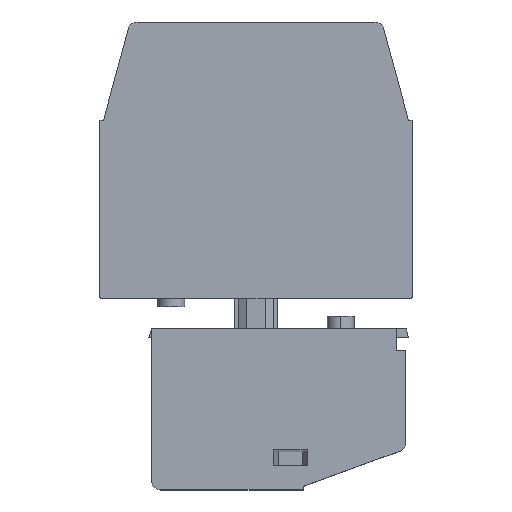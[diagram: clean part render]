
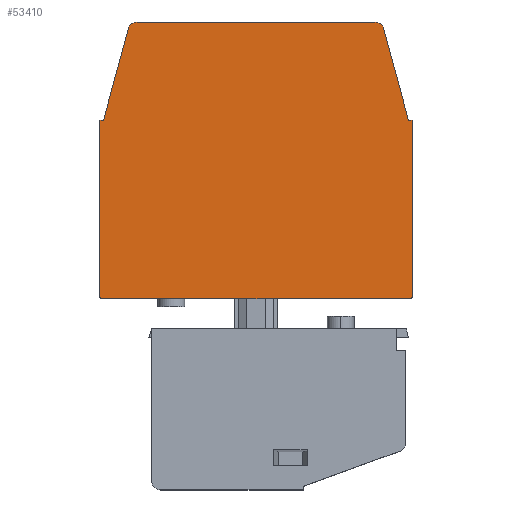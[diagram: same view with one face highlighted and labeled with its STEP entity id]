
A CAD part, top view. The second image highlights one B-rep face of the part: STEP entity #53410.
In plain terms, the highlighted planar face has unit normal (0, 0, 1).
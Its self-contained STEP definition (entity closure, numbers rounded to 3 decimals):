
#7480=CARTESIAN_POINT('',(-23.4,59.3,10.16));
#7490=VERTEX_POINT('',#7480);
#7520=CARTESIAN_POINT('',(-23.4,59.3,10.16));
#7530=DIRECTION('',(-0.965,-0.263,0.));
#7540=VECTOR('',#7530,1.);
#7550=LINE('',#7520,#7540);
#7560=CARTESIAN_POINT('',(-33.663,56.501,10.16));
#7570=VERTEX_POINT('',#7560);
#7580=EDGE_CURVE('',#7490,#7570,#7550,.T.);
#9330=CARTESIAN_POINT('',(-34.4,55.536,10.16));
#9340=DIRECTION('',(0.,-1.,0.));
#9350=VECTOR('',#9340,1.);
#9360=LINE('',#9330,#9350);
#9370=CARTESIAN_POINT('',(-34.4,55.536,10.16));
#9380=VERTEX_POINT('',#9370);
#9390=CARTESIAN_POINT('',(-34.4,28.864,10.16));
#9400=VERTEX_POINT('',#9390);
#9410=EDGE_CURVE('',#9380,#9400,#9360,.T.);
#10110=CARTESIAN_POINT('',(-33.4,55.536,10.16));
#10120=DIRECTION('',(0.,0.,1.));
#10130=DIRECTION('',(0.,1.,0.));
#10140=AXIS2_PLACEMENT_3D('',#10110,#10120,#10130);
#10150=CIRCLE('',#10140,1.);
#10160=EDGE_CURVE('',#7570,#9380,#10150,.T.);
#22490=CARTESIAN_POINT('',(-23.4,25.1,10.16));
#22500=VERTEX_POINT('',#22490);
#22530=CARTESIAN_POINT('',(-23.4,25.1,10.16));
#22540=DIRECTION('',(0.,-1.,0.));
#22550=VECTOR('',#22540,1.);
#22560=LINE('',#22530,#22550);
#22570=CARTESIAN_POINT('',(-23.4,24.7,10.16));
#22580=VERTEX_POINT('',#22570);
#22590=EDGE_CURVE('',#22500,#22580,#22560,.T.);
#26500=CARTESIAN_POINT('',(-31.2,42.2,10.16));
#26510=DIRECTION('',(-0.,-0.,-1.));
#26520=DIRECTION('',(0.,-1.,0.));
#26530=AXIS2_PLACEMENT_3D('',#26500,#26510,#26520);
#26540=PLANE('',#26530);
#32430=CARTESIAN_POINT('',(-23.4,59.7,10.16));
#32440=VERTEX_POINT('',#32430);
#32470=CARTESIAN_POINT('',(-23.4,59.7,10.16));
#32480=DIRECTION('',(0.,-1.,0.));
#32490=VECTOR('',#32480,1.);
#32500=LINE('',#32470,#32490);
#32510=EDGE_CURVE('',#32440,#7490,#32500,.T.);
#48860=CARTESIAN_POINT('',(-33.663,27.899,10.16));
#48870=VERTEX_POINT('',#48860);
#48900=CARTESIAN_POINT('',(-33.663,27.899,10.16));
#48910=DIRECTION('',(0.965,-0.263,0.));
#48920=VECTOR('',#48910,1.);
#48930=LINE('',#48900,#48920);
#48940=EDGE_CURVE('',#48870,#22500,#48930,.T.);
#50280=CARTESIAN_POINT('',(-33.4,28.864,10.16));
#50290=DIRECTION('',(0.,0.,1.));
#50300=DIRECTION('',(0.,1.,0.));
#50310=AXIS2_PLACEMENT_3D('',#50280,#50290,#50300);
#50320=CIRCLE('',#50310,1.);
#50330=EDGE_CURVE('',#9400,#48870,#50320,.T.);
#51410=CARTESIAN_POINT('',(-3.4,59.5,10.16));
#51420=VERTEX_POINT('',#51410);
#51860=CARTESIAN_POINT('',(-3.4,24.9,10.16));
#51870=VERTEX_POINT('',#51860);
#51900=CARTESIAN_POINT('',(-3.4,24.9,10.16));
#51910=DIRECTION('',(0.,1.,0.));
#51920=VECTOR('',#51910,1.);
#51930=LINE('',#51900,#51920);
#51940=EDGE_CURVE('',#51870,#51420,#51930,.T.);
#52800=CARTESIAN_POINT('',(-3.6,24.7,10.16));
#52810=VERTEX_POINT('',#52800);
#52840=CARTESIAN_POINT('',(-3.6,24.9,10.16));
#52850=DIRECTION('',(0.,0.,-1.));
#52860=DIRECTION('',(0.,-1.,0.));
#52870=AXIS2_PLACEMENT_3D('',#52840,#52850,#52860);
#52880=CIRCLE('',#52870,0.2);
#52890=EDGE_CURVE('',#51870,#52810,#52880,.T.);
#53090=ORIENTED_EDGE('',*,*,#52890,.F.);
#53100=CARTESIAN_POINT('',(-7.033,24.7,10.16));
#53110=DIRECTION('',(1.,0.,0.));
#53120=VECTOR('',#53110,1.);
#53130=LINE('',#53100,#53120);
#53140=EDGE_CURVE('',#22580,#52810,#53130,.T.);
#53150=ORIENTED_EDGE('',*,*,#53140,.T.);
#53160=ORIENTED_EDGE('',*,*,#22590,.T.);
#53170=ORIENTED_EDGE('',*,*,#48940,.T.);
#53180=ORIENTED_EDGE('',*,*,#50330,.T.);
#53190=ORIENTED_EDGE('',*,*,#9410,.T.);
#53200=ORIENTED_EDGE('',*,*,#10160,.T.);
#53210=ORIENTED_EDGE('',*,*,#7580,.T.);
#53220=ORIENTED_EDGE('',*,*,#32510,.T.);
#53230=CARTESIAN_POINT('',(-3.6,59.7,10.16));
#53240=DIRECTION('',(-1.,0.,0.));
#53250=VECTOR('',#53240,1.);
#53260=LINE('',#53230,#53250);
#53270=CARTESIAN_POINT('',(-3.6,59.7,10.16));
#53280=VERTEX_POINT('',#53270);
#53290=EDGE_CURVE('',#53280,#32440,#53260,.T.);
#53300=ORIENTED_EDGE('',*,*,#53290,.T.);
#53310=CARTESIAN_POINT('',(-3.6,59.5,10.16));
#53320=DIRECTION('',(0.,0.,-1.));
#53330=DIRECTION('',(0.,-1.,0.));
#53340=AXIS2_PLACEMENT_3D('',#53310,#53320,#53330);
#53350=CIRCLE('',#53340,0.2);
#53360=EDGE_CURVE('',#53280,#51420,#53350,.T.);
#53370=ORIENTED_EDGE('',*,*,#53360,.F.);
#53380=ORIENTED_EDGE('',*,*,#51940,.T.);
#53390=EDGE_LOOP('',(#53380,#53370,#53300,#53220,#53210,#53200,#53190,
#53180,#53170,#53160,#53150,#53090));
#53400=FACE_OUTER_BOUND('',#53390,.T.);
#53410=ADVANCED_FACE('',(#53400),#26540,.F.);
